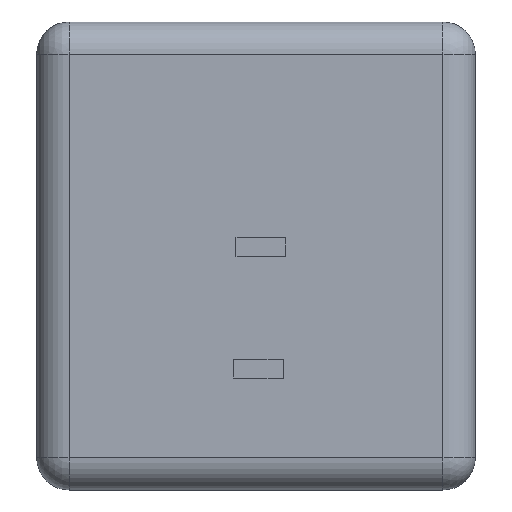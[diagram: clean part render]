
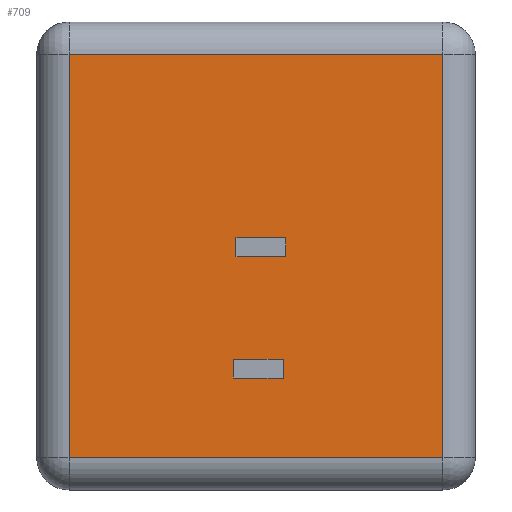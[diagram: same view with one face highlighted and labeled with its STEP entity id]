
A CAD part, left-side view. The second image highlights one B-rep face of the part: STEP entity #709.
In plain terms, the highlighted planar face has unit normal (-1, 0, 0.003).
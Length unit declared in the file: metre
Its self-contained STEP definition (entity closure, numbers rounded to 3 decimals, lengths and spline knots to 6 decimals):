
#62=ORIENTED_EDGE('',*,*,#262,.T.);
#63=ORIENTED_EDGE('',*,*,#263,.T.);
#64=ORIENTED_EDGE('',*,*,#264,.F.);
#65=ORIENTED_EDGE('',*,*,#265,.F.);
#66=ORIENTED_EDGE('',*,*,#266,.T.);
#67=ORIENTED_EDGE('',*,*,#267,.T.);
#68=ORIENTED_EDGE('',*,*,#268,.T.);
#69=ORIENTED_EDGE('',*,*,#269,.T.);
#70=ORIENTED_EDGE('',*,*,#270,.F.);
#71=ORIENTED_EDGE('',*,*,#271,.T.);
#72=ORIENTED_EDGE('',*,*,#272,.T.);
#73=ORIENTED_EDGE('',*,*,#273,.F.);
#262=EDGE_CURVE('',#362,#363,#422,.T.);
#263=EDGE_CURVE('',#363,#364,#423,.T.);
#264=EDGE_CURVE('',#365,#364,#424,.T.);
#265=EDGE_CURVE('',#362,#365,#425,.T.);
#266=EDGE_CURVE('',#366,#367,#426,.F.);
#267=EDGE_CURVE('',#367,#368,#427,.T.);
#268=EDGE_CURVE('',#368,#369,#428,.T.);
#269=EDGE_CURVE('',#369,#366,#429,.F.);
#270=EDGE_CURVE('',#370,#371,#430,.T.);
#271=EDGE_CURVE('',#370,#372,#431,.T.);
#272=EDGE_CURVE('',#372,#373,#432,.T.);
#273=EDGE_CURVE('',#371,#373,#433,.T.);
#362=VERTEX_POINT('',#1079);
#363=VERTEX_POINT('',#1080);
#364=VERTEX_POINT('',#1082);
#365=VERTEX_POINT('',#1084);
#366=VERTEX_POINT('',#1087);
#367=VERTEX_POINT('',#1088);
#368=VERTEX_POINT('',#1090);
#369=VERTEX_POINT('',#1092);
#370=VERTEX_POINT('',#1095);
#371=VERTEX_POINT('',#1096);
#372=VERTEX_POINT('',#1098);
#373=VERTEX_POINT('',#1100);
#422=LINE('',#1078,#494);
#423=LINE('',#1081,#495);
#424=LINE('',#1083,#496);
#425=LINE('',#1085,#497);
#426=LINE('',#1086,#498);
#427=LINE('',#1089,#499);
#428=LINE('',#1091,#500);
#429=LINE('',#1093,#501);
#430=LINE('',#1094,#502);
#431=LINE('',#1097,#503);
#432=LINE('',#1099,#504);
#433=LINE('',#1101,#505);
#494=VECTOR('',#852,1.);
#495=VECTOR('',#853,1.);
#496=VECTOR('',#854,1.);
#497=VECTOR('',#855,1.);
#498=VECTOR('',#856,1.);
#499=VECTOR('',#857,1.);
#500=VECTOR('',#858,1.);
#501=VECTOR('',#859,1.);
#502=VECTOR('',#860,1.);
#503=VECTOR('',#861,1.);
#504=VECTOR('',#862,1.);
#505=VECTOR('',#863,1.);
#566=EDGE_LOOP('',(#62,#63,#64,#65));
#567=EDGE_LOOP('',(#66,#67,#68,#69));
#568=EDGE_LOOP('',(#70,#71,#72,#73));
#624=FACE_BOUND('',#566,.T.);
#625=FACE_BOUND('',#567,.T.);
#626=FACE_BOUND('',#568,.T.);
#682=PLANE('',#771);
#709=ADVANCED_FACE('',(#624,#625,#626),#682,.T.);
#771=AXIS2_PLACEMENT_3D('',#1077,#850,#851);
#850=DIRECTION('',(-1.,0.,0.003));
#851=DIRECTION('',(0.003,0.,1.));
#852=DIRECTION('',(0.,-1.,0.));
#853=DIRECTION('',(-0.003,0.,-1.));
#854=DIRECTION('',(0.,-1.,0.));
#855=DIRECTION('',(-0.003,0.,-1.));
#856=DIRECTION('',(0.,1.,0.));
#857=DIRECTION('',(0.003,0.,1.));
#858=DIRECTION('',(0.,1.,0.));
#859=DIRECTION('',(0.003,0.,1.));
#860=DIRECTION('',(-0.003,0.,-1.));
#861=DIRECTION('',(0.,-1.,0.));
#862=DIRECTION('',(-0.003,0.,-1.));
#863=DIRECTION('',(0.,-1.,0.));
#1077=CARTESIAN_POINT('',(-0.045187,-0.068834,-0.009916));
#1078=CARTESIAN_POINT('',(-0.045178,-0.035182,-0.007062));
#1079=CARTESIAN_POINT('',(-0.045178,-0.031279,-0.007062));
#1080=CARTESIAN_POINT('',(-0.045178,-0.039085,-0.007062));
#1081=CARTESIAN_POINT('',(-0.045182,-0.039085,-0.008539));
#1082=CARTESIAN_POINT('',(-0.045187,-0.039085,-0.010016));
#1083=CARTESIAN_POINT('',(-0.045187,-0.035182,-0.010016));
#1084=CARTESIAN_POINT('',(-0.045187,-0.031279,-0.010016));
#1085=CARTESIAN_POINT('',(-0.045182,-0.031279,-0.008539));
#1086=CARTESIAN_POINT('',(-0.045284,-0.068834,-0.041539));
#1087=CARTESIAN_POINT('',(-0.045284,-0.00508,-0.041539));
#1088=CARTESIAN_POINT('',(-0.045284,-0.063754,-0.041539));
#1089=CARTESIAN_POINT('',(-0.045187,-0.063754,-0.009916));
#1090=CARTESIAN_POINT('',(-0.045089,-0.063754,0.021738));
#1091=CARTESIAN_POINT('',(-0.045089,-0.068834,0.021738));
#1092=CARTESIAN_POINT('',(-0.045089,-0.00508,0.021738));
#1093=CARTESIAN_POINT('',(-0.0453,-0.00508,-0.046635));
#1094=CARTESIAN_POINT('',(-0.045241,-0.030884,-0.027605));
#1095=CARTESIAN_POINT('',(-0.045237,-0.030884,-0.026128));
#1096=CARTESIAN_POINT('',(-0.045246,-0.030884,-0.029082));
#1097=CARTESIAN_POINT('',(-0.045237,-0.034787,-0.026128));
#1098=CARTESIAN_POINT('',(-0.045237,-0.038691,-0.026128));
#1099=CARTESIAN_POINT('',(-0.045241,-0.038691,-0.027605));
#1100=CARTESIAN_POINT('',(-0.045246,-0.038691,-0.029082));
#1101=CARTESIAN_POINT('',(-0.045246,-0.034787,-0.029082));
